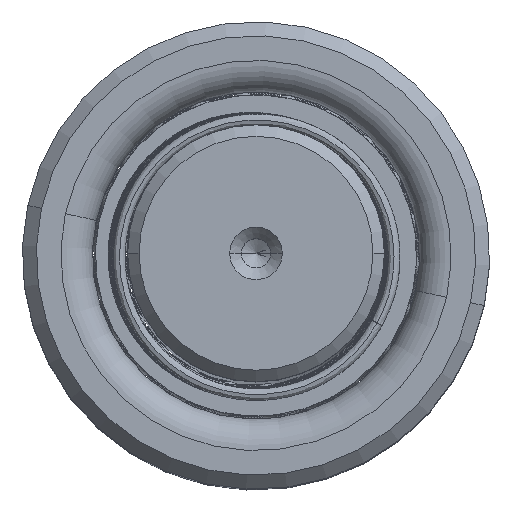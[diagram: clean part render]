
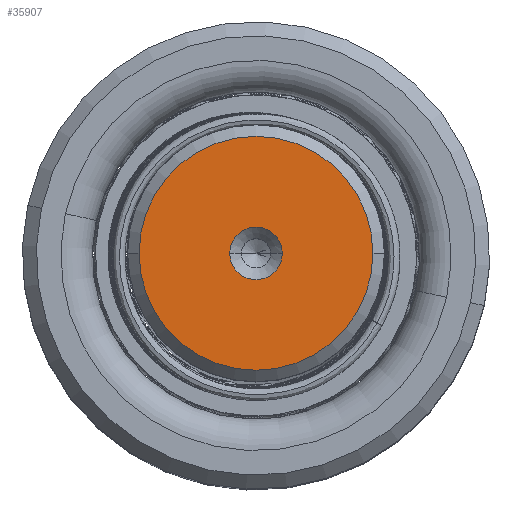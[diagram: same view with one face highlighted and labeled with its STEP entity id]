
A CAD part, top view. The second image highlights one B-rep face of the part: STEP entity #35907.
In plain terms, the highlighted planar face has unit normal (0, 0, 1).
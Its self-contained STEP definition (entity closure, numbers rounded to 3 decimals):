
#142 = DIRECTION ( 'NONE',  ( 0., 0., 1. ) ) ;
#1706 = AXIS2_PLACEMENT_3D ( 'NONE', #24271, #39371, #31740 ) ;
#2061 = DIRECTION ( 'NONE',  ( 0., 0., 1. ) ) ;
#3257 = ORIENTED_EDGE ( 'NONE', *, *, #29816, .T. ) ;
#4167 = EDGE_CURVE ( 'NONE', #32952, #36847, #35833, .T. ) ;
#5184 = DIRECTION ( 'NONE',  ( 1., 0., 0. ) ) ;
#5368 = FACE_OUTER_BOUND ( 'NONE', #27199, .T. ) ;
#7722 = CARTESIAN_POINT ( 'NONE',  ( 2.25, 0., 160. ) ) ;
#11199 = VERTEX_POINT ( 'NONE', #16578 ) ;
#11568 = AXIS2_PLACEMENT_3D ( 'NONE', #25434, #44669, #44340 ) ;
#11808 = EDGE_CURVE ( 'NONE', #36847, #32952, #30327, .T. ) ;
#16247 = DIRECTION ( 'NONE',  ( 1., 0., 0. ) ) ;
#16578 = CARTESIAN_POINT ( 'NONE',  ( -10.009, 0., 160. ) ) ;
#17675 = CARTESIAN_POINT ( 'NONE',  ( -2.25, 0., 160. ) ) ;
#19862 = DIRECTION ( 'NONE',  ( 0., 0., 1. ) ) ;
#21735 = AXIS2_PLACEMENT_3D ( 'NONE', #39967, #2061, #5184 ) ;
#22599 = DIRECTION ( 'NONE',  ( 1., 0., 0. ) ) ;
#22721 = CIRCLE ( 'NONE', #1706, 10.009 ) ;
#24271 = CARTESIAN_POINT ( 'NONE',  ( 0., 0., 160. ) ) ;
#25434 = CARTESIAN_POINT ( 'NONE',  ( 0., 0., 160. ) ) ;
#27199 = EDGE_LOOP ( 'NONE', ( #3257, #43106 ) ) ;
#27845 = CARTESIAN_POINT ( 'NONE',  ( 0., 0., 160. ) ) ;
#28516 = AXIS2_PLACEMENT_3D ( 'NONE', #34371, #142, #22599 ) ;
#29816 = EDGE_CURVE ( 'NONE', #11199, #41565, #22721, .T. ) ;
#30327 = CIRCLE ( 'NONE', #11568, 2.25 ) ;
#31740 = DIRECTION ( 'NONE',  ( 1., 0., 0. ) ) ;
#32952 = VERTEX_POINT ( 'NONE', #7722 ) ;
#34251 = AXIS2_PLACEMENT_3D ( 'NONE', #27845, #19862, #16247 ) ;
#34371 = CARTESIAN_POINT ( 'NONE',  ( 0., 0., 160. ) ) ;
#35833 = CIRCLE ( 'NONE', #28516, 2.25 ) ;
#35907 = ADVANCED_FACE ( 'NONE', ( #47432, #5368 ), #35983, .T. ) ;
#35983 = PLANE ( 'NONE',  #21735 ) ;
#36847 = VERTEX_POINT ( 'NONE', #17675 ) ;
#37702 = EDGE_LOOP ( 'NONE', ( #48254, #47775 ) ) ;
#39371 = DIRECTION ( 'NONE',  ( 0., 0., 1. ) ) ;
#39967 = CARTESIAN_POINT ( 'NONE',  ( 0., 0., 160. ) ) ;
#41565 = VERTEX_POINT ( 'NONE', #45169 ) ;
#43106 = ORIENTED_EDGE ( 'NONE', *, *, #44606, .T. ) ;
#44340 = DIRECTION ( 'NONE',  ( 1., 0., 0. ) ) ;
#44606 = EDGE_CURVE ( 'NONE', #41565, #11199, #46713, .T. ) ;
#44669 = DIRECTION ( 'NONE',  ( 0., 0., 1. ) ) ;
#45169 = CARTESIAN_POINT ( 'NONE',  ( 10.009, 0., 160. ) ) ;
#46713 = CIRCLE ( 'NONE', #34251, 10.009 ) ;
#47432 = FACE_BOUND ( 'NONE', #37702, .T. ) ;
#47775 = ORIENTED_EDGE ( 'NONE', *, *, #11808, .F. ) ;
#48254 = ORIENTED_EDGE ( 'NONE', *, *, #4167, .F. ) ;
